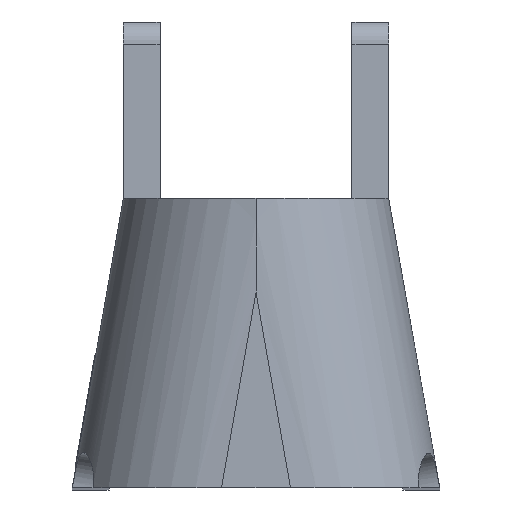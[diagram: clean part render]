
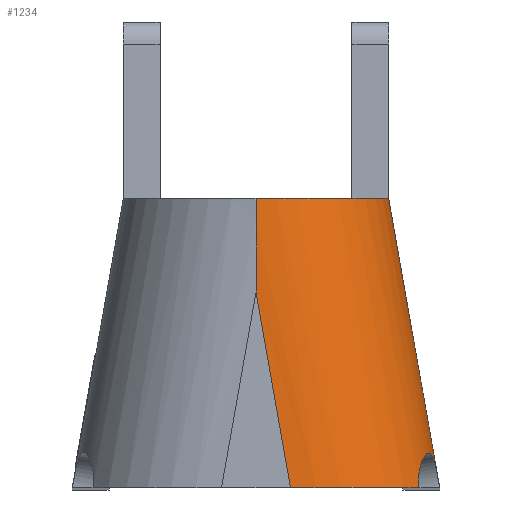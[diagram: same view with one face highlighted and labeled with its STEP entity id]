
A CAD part, top view. The second image highlights one B-rep face of the part: STEP entity #1234.
In plain terms, the highlighted cylindrical face has radius 1 mm (diameter 2 mm), a partial arc.
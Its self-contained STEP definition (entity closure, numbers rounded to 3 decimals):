
#82=ELLIPSE('',#1364,1.015,1.);
#86=ELLIPSE('',#1369,1.015,1.);
#90=ELLIPSE('',#1375,5.759,1.);
#92=ELLIPSE('',#1378,1.015,1.);
#93=ELLIPSE('',#1379,1.015,1.);
#167=LINE('',#2588,#264);
#168=LINE('',#2590,#265);
#264=VECTOR('',#1697,1.);
#265=VECTOR('',#1698,1.);
#314=CYLINDRICAL_SURFACE('',#1377,1.);
#373=FACE_OUTER_BOUND('',#448,.T.);
#448=EDGE_LOOP('',(#1064,#1065,#1066,#1067,#1068,#1069,#1070,#1071));
#505=B_SPLINE_CURVE_WITH_KNOTS('',3,(#2487,#2488,#2489,#2490,#2491,#2492,
#2493,#2494,#2495,#2496,#2497,#2498,#2499,#2500,#2501,#2502,#2503,#2504),
 .UNSPECIFIED.,.F.,.F.,(4,2,2,2,2,2,2,2,4),(0.003,0.01,
0.019,0.029,0.039,0.049,
0.058,0.068,0.077),.UNSPECIFIED.);
#583=VERTEX_POINT('',#2464);
#585=VERTEX_POINT('',#2485);
#590=VERTEX_POINT('',#2517);
#595=VERTEX_POINT('',#2530);
#601=VERTEX_POINT('',#2580);
#602=VERTEX_POINT('',#2582);
#603=VERTEX_POINT('',#2586);
#604=VERTEX_POINT('',#2589);
#744=EDGE_CURVE('',#583,#585,#505,.T.);
#751=EDGE_CURVE('',#590,#583,#82,.T.);
#759=EDGE_CURVE('',#585,#595,#86,.T.);
#767=EDGE_CURVE('',#602,#601,#90,.T.);
#769=EDGE_CURVE('',#603,#602,#92,.T.);
#770=EDGE_CURVE('',#601,#590,#167,.T.);
#771=EDGE_CURVE('',#595,#604,#168,.T.);
#772=EDGE_CURVE('',#604,#603,#93,.T.);
#1064=ORIENTED_EDGE('',*,*,#769,.T.);
#1065=ORIENTED_EDGE('',*,*,#767,.T.);
#1066=ORIENTED_EDGE('',*,*,#770,.T.);
#1067=ORIENTED_EDGE('',*,*,#751,.T.);
#1068=ORIENTED_EDGE('',*,*,#744,.T.);
#1069=ORIENTED_EDGE('',*,*,#759,.T.);
#1070=ORIENTED_EDGE('',*,*,#771,.T.);
#1071=ORIENTED_EDGE('',*,*,#772,.T.);
#1234=ADVANCED_FACE('',(#373),#314,.T.);
#1364=AXIS2_PLACEMENT_3D('',#2518,#1661,#1662);
#1369=AXIS2_PLACEMENT_3D('',#2532,#1675,#1676);
#1375=AXIS2_PLACEMENT_3D('',#2583,#1689,#1690);
#1377=AXIS2_PLACEMENT_3D('',#2585,#1693,#1694);
#1378=AXIS2_PLACEMENT_3D('',#2587,#1695,#1696);
#1379=AXIS2_PLACEMENT_3D('',#2591,#1699,#1700);
#1661=DIRECTION('center_axis',(0.,1.,0.));
#1662=DIRECTION('ref_axis',(1.,0.,0.));
#1675=DIRECTION('center_axis',(0.,1.,0.));
#1676=DIRECTION('ref_axis',(1.,0.,0.));
#1689=DIRECTION('center_axis',(1.,0.,0.));
#1690=DIRECTION('ref_axis',(0.,1.,0.));
#1693=DIRECTION('center_axis',(-0.174,0.985,0.));
#1694=DIRECTION('ref_axis',(0.,0.,1.));
#1695=DIRECTION('center_axis',(0.,-1.,
0.));
#1696=DIRECTION('ref_axis',(1.,0.,0.));
#1697=DIRECTION('',(0.174,-0.985,0.));
#1698=DIRECTION('',(-0.174,0.985,0.));
#1699=DIRECTION('center_axis',(0.,-1.,0.));
#1700=DIRECTION('ref_axis',(1.,0.,0.));
#2464=CARTESIAN_POINT('',(2.357,0.,9.062));
#2485=CARTESIAN_POINT('',(2.5,0.,8.565));
#2487=CARTESIAN_POINT('Ctrl Pts',(2.357,0.,
9.062));
#2488=CARTESIAN_POINT('Ctrl Pts',(2.354,0.022,9.06));
#2489=CARTESIAN_POINT('Ctrl Pts',(2.354,0.045,9.054));
#2490=CARTESIAN_POINT('Ctrl Pts',(2.357,0.098,9.032));
#2491=CARTESIAN_POINT('Ctrl Pts',(2.363,0.127,9.013));
#2492=CARTESIAN_POINT('Ctrl Pts',(2.376,0.174,8.969));
#2493=CARTESIAN_POINT('Ctrl Pts',(2.385,0.195,8.941));
#2494=CARTESIAN_POINT('Ctrl Pts',(2.404,0.224,8.88));
#2495=CARTESIAN_POINT('Ctrl Pts',(2.414,0.232,8.846));
#2496=CARTESIAN_POINT('Ctrl Pts',(2.431,0.235,8.784));
#2497=CARTESIAN_POINT('Ctrl Pts',(2.439,0.23,8.75));
#2498=CARTESIAN_POINT('Ctrl Pts',(2.454,0.207,8.689));
#2499=CARTESIAN_POINT('Ctrl Pts',(2.461,0.189,8.66));
#2500=CARTESIAN_POINT('Ctrl Pts',(2.472,0.146,8.615));
#2501=CARTESIAN_POINT('Ctrl Pts',(2.478,0.118,8.596));
#2502=CARTESIAN_POINT('Ctrl Pts',(2.489,0.06,8.572));
#2503=CARTESIAN_POINT('Ctrl Pts',(2.495,0.029,8.565));
#2504=CARTESIAN_POINT('Ctrl Pts',(2.5,0.,
8.565));
#2517=CARTESIAN_POINT('',(1.485,0.,9.55));
#2518=CARTESIAN_POINT('Origin',(1.485,0.,8.55));
#2530=CARTESIAN_POINT('',(2.5,0.,8.55));
#2532=CARTESIAN_POINT('Origin',(1.485,0.,8.55));
#2580=CARTESIAN_POINT('',(1.25,1.33,9.55));
#2582=CARTESIAN_POINT('',(1.25,1.97,9.544));
#2583=CARTESIAN_POINT('Origin',(1.25,1.33,8.55));
#2585=CARTESIAN_POINT('Origin',(1.309,0.995,8.55));
#2586=CARTESIAN_POINT('',(1.809,1.97,9.3));
#2587=CARTESIAN_POINT('Origin',(1.137,1.97,8.55));
#2588=CARTESIAN_POINT('',(1.309,0.995,9.55));
#2589=CARTESIAN_POINT('',(2.153,1.97,8.55));
#2590=CARTESIAN_POINT('',(2.294,1.169,8.55));
#2591=CARTESIAN_POINT('Origin',(1.137,1.97,8.55));
